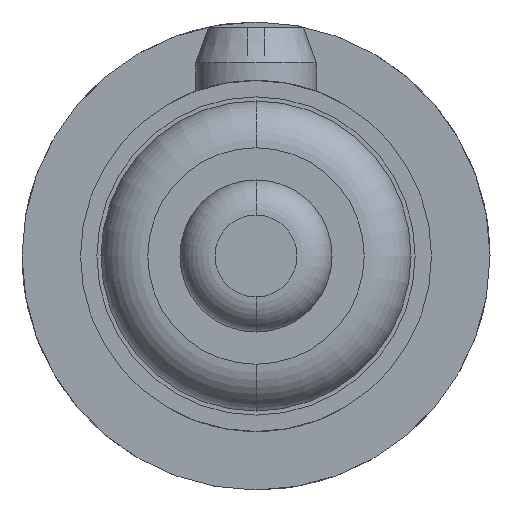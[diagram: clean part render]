
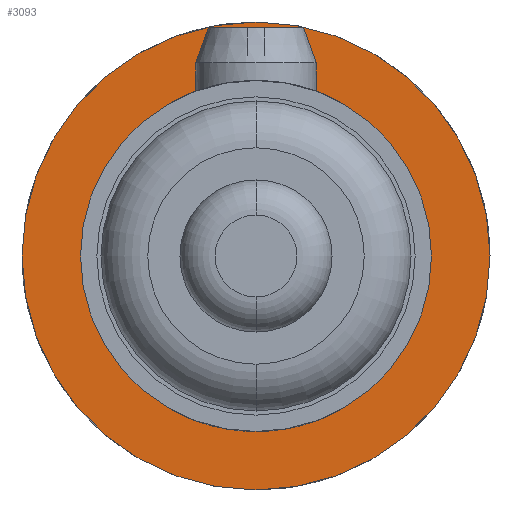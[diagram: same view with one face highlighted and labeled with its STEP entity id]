
A CAD part, front view. The second image highlights one B-rep face of the part: STEP entity #3093.
In plain terms, the highlighted planar face has unit normal (0, -1, 0).
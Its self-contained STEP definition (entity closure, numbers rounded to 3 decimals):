
#47 = DIRECTION ( 'NONE',  ( 0., 1., 0. ) ) ;
#359 = CARTESIAN_POINT ( 'NONE',  ( 0., 34., -2. ) ) ;
#443 = DIRECTION ( 'NONE',  ( 0., 1., 0. ) ) ;
#457 = DIRECTION ( 'NONE',  ( 0., 0., 1. ) ) ;
#640 = ORIENTED_EDGE ( 'NONE', *, *, #1386, .T. ) ;
#719 = VERTEX_POINT ( 'NONE', #5084 ) ;
#748 = AXIS2_PLACEMENT_3D ( 'NONE', #4678, #443, #3432 ) ;
#783 = AXIS2_PLACEMENT_3D ( 'NONE', #5040, #2855, #3360 ) ;
#895 = VERTEX_POINT ( 'NONE', #4782 ) ;
#1048 = VERTEX_POINT ( 'NONE', #3544 ) ;
#1062 = CIRCLE ( 'NONE', #783, 1. ) ;
#1128 = DIRECTION ( 'NONE',  ( 0., 0., 1. ) ) ;
#1253 = FACE_BOUND ( 'NONE', #3663, .T. ) ;
#1386 = EDGE_CURVE ( 'Defeature ausgef�hrt5_4+Defeature ausgef�hrt5_5+Defeature ausgef�hrt5_5+Defeature ausgef�hrt5_5', #719, #1048, #1062, .T. ) ;
#1503 = ORIENTED_EDGE ( 'NONE', *, *, #3354, .T. ) ;
#2038 = ORIENTED_EDGE ( 'NONE', *, *, #4132, .F. ) ;
#2084 = DIRECTION ( 'NONE',  ( 0., 0., 1. ) ) ;
#2162 = VERTEX_POINT ( 'NONE', #359 ) ;
#2460 = AXIS2_PLACEMENT_3D ( 'NONE', #2830, #3275, #1128 ) ;
#2559 = CIRCLE ( 'NONE', #2460, 2. ) ;
#2576 = CARTESIAN_POINT ( 'NONE',  ( 0., 34., 0. ) ) ;
#2830 = CARTESIAN_POINT ( 'NONE',  ( 0., 34., 0. ) ) ;
#2855 = DIRECTION ( 'NONE',  ( 0., 1., 0. ) ) ;
#3093 = ADVANCED_FACE ( 'Defeature ausgef�hrt5_4', ( #3539, #1253 ), #5467, .F. ) ;
#3261 = AXIS2_PLACEMENT_3D ( 'NONE', #5517, #4200, #2084 ) ;
#3275 = DIRECTION ( 'NONE',  ( 0., 1., 0. ) ) ;
#3354 = EDGE_CURVE ( 'Defeature ausgef�hrt5_4+Defeature ausgef�hrt5_5+Defeature ausgef�hrt5_5+Defeature ausgef�hrt5_5', #1048, #719, #4942, .T. ) ;
#3360 = DIRECTION ( 'NONE',  ( 0., 0., 1. ) ) ;
#3432 = DIRECTION ( 'NONE',  ( 0., 0., 1. ) ) ;
#3539 = FACE_OUTER_BOUND ( 'NONE', #4970, .T. ) ;
#3544 = CARTESIAN_POINT ( 'NONE',  ( 0., 34., 1. ) ) ;
#3663 = EDGE_LOOP ( 'NONE', ( #1503, #640 ) ) ;
#3728 = AXIS2_PLACEMENT_3D ( 'NONE', #2576, #47, #457 ) ;
#4132 = EDGE_CURVE ( 'Defeature ausgef�hrt5_1+Defeature ausgef�hrt5_4+Defeature ausgef�hrt5_4+Defeature ausgef�hrt5_4', #895, #2162, #5199, .T. ) ;
#4200 = DIRECTION ( 'NONE',  ( 0., 1., 0. ) ) ;
#4678 = CARTESIAN_POINT ( 'NONE',  ( 0., 34., -2. ) ) ;
#4782 = CARTESIAN_POINT ( 'NONE',  ( 0., 34., 2. ) ) ;
#4865 = ORIENTED_EDGE ( 'NONE', *, *, #4983, .F. ) ;
#4942 = CIRCLE ( 'NONE', #3728, 1. ) ;
#4970 = EDGE_LOOP ( 'NONE', ( #2038, #4865 ) ) ;
#4983 = EDGE_CURVE ( 'Defeature ausgef�hrt5_1+Defeature ausgef�hrt5_4+Defeature ausgef�hrt5_4+Defeature ausgef�hrt5_4', #2162, #895, #2559, .T. ) ;
#5040 = CARTESIAN_POINT ( 'NONE',  ( 0., 34., 0. ) ) ;
#5084 = CARTESIAN_POINT ( 'NONE',  ( 0., 34., -1. ) ) ;
#5199 = CIRCLE ( 'NONE', #3261, 2. ) ;
#5467 = PLANE ( 'NONE',  #748 ) ;
#5517 = CARTESIAN_POINT ( 'NONE',  ( 0., 34., 0. ) ) ;
